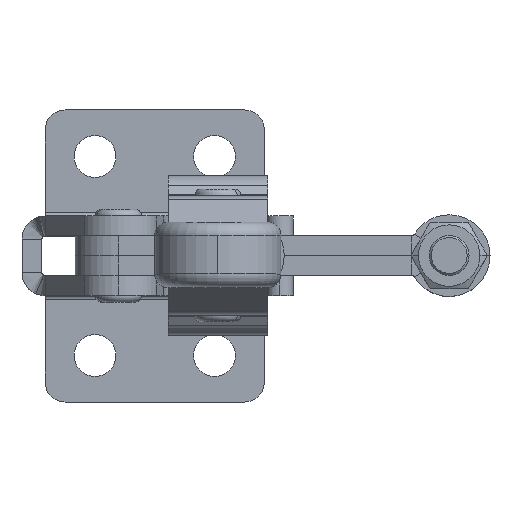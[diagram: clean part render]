
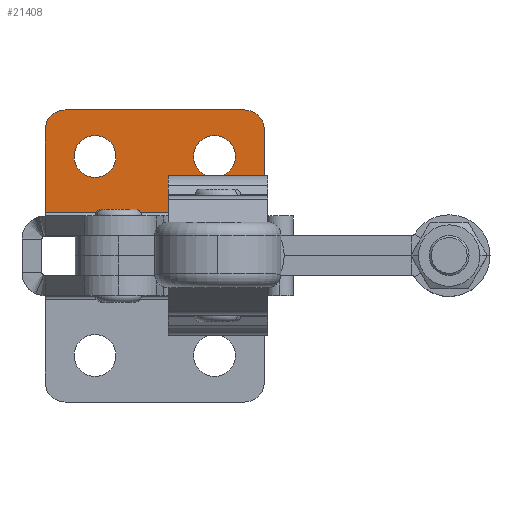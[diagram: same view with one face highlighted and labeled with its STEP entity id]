
A CAD part, top view. The second image highlights one B-rep face of the part: STEP entity #21408.
In plain terms, the highlighted planar face has unit normal (0, 0, 1).
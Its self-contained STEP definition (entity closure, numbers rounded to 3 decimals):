
#1782 = VERTEX_POINT ( 'NONE', #19986 ) ;
#1888 = VERTEX_POINT ( 'NONE', #20092 ) ;
#1983 = VERTEX_POINT ( 'NONE', #20187 ) ;
#2045 = VERTEX_POINT ( 'NONE', #20250 ) ;
#2094 = VERTEX_POINT ( 'NONE', #20299 ) ;
#2108 = VERTEX_POINT ( 'NONE', #20313 ) ;
#2135 = VERTEX_POINT ( 'NONE', #20340 ) ;
#2161 = VERTEX_POINT ( 'NONE', #20366 ) ;
#2174 = VERTEX_POINT ( 'NONE', #20379 ) ;
#2473 = VERTEX_POINT ( 'NONE', #20679 ) ;
#5489 = DIRECTION ( 'NONE',  ( 0., 0., 1. ) ) ;
#5491 = CARTESIAN_POINT ( 'NONE',  ( 33.5, 19., 0. ) ) ;
#5493 = PLANE ( 'NONE',  #11406 ) ;
#5495 = DIRECTION ( 'NONE',  ( 0., -1., 0. ) ) ;
#8429 = FACE_BOUND ( 'NONE', #18800, .T. ) ;
#8444 = FACE_OUTER_BOUND ( 'NONE', #18813, .T. ) ;
#8453 = FACE_BOUND ( 'NONE', #18815, .T. ) ;
#8816 = AXIS2_PLACEMENT_3D ( 'NONE', #24201, #24203, #24205 ) ;
#8820 = AXIS2_PLACEMENT_3D ( 'NONE', #23084, #23086, #23088 ) ;
#8972 = AXIS2_PLACEMENT_3D ( 'NONE', #14984, #14985, #14986 ) ;
#8974 = AXIS2_PLACEMENT_3D ( 'NONE', #14988, #14989, #14990 ) ;
#8977 = AXIS2_PLACEMENT_3D ( 'NONE', #14992, #14993, #14994 ) ;
#8979 = AXIS2_PLACEMENT_3D ( 'NONE', #14998, #14999, #15000 ) ;
#11058 = EDGE_CURVE ( 'NONE', #2161, #2174, #18109, .T. ) ;
#11062 = EDGE_CURVE ( 'NONE', #2473, #1888, #18118, .T. ) ;
#11406 = AXIS2_PLACEMENT_3D ( 'NONE', #5491, #5489, #5495 ) ;
#12932 = EDGE_CURVE ( 'NONE', #2108, #2045, #13746, .T. ) ;
#12941 = EDGE_CURVE ( 'NONE', #1782, #2108, #13767, .T. ) ;
#12942 = EDGE_CURVE ( 'NONE', #2045, #2094, #13769, .T. ) ;
#12943 = EDGE_CURVE ( 'NONE', #2174, #2161, #13760, .T. ) ;
#12944 = EDGE_CURVE ( 'NONE', #1888, #2473, #13773, .T. ) ;
#12945 = EDGE_CURVE ( 'NONE', #2135, #1782, #13774, .T. ) ;
#12947 = EDGE_CURVE ( 'NONE', #2094, #1983, #13776, .T. ) ;
#12948 = EDGE_CURVE ( 'NONE', #1983, #2135, #13775, .T. ) ;
#13746 = LINE ( 'NONE', #14953, #13756 ) ;
#13756 = VECTOR ( 'NONE', #14960, 1000. ) ;
#13760 = CIRCLE ( 'NONE', #8972, 3.15 ) ;
#13767 = LINE ( 'NONE', #14979, #13770 ) ;
#13769 = LINE ( 'NONE', #14981, #13772 ) ;
#13770 = VECTOR ( 'NONE', #14980, 1000. ) ;
#13772 = VECTOR ( 'NONE', #14982, 1000. ) ;
#13773 = CIRCLE ( 'NONE', #8974, 3.15 ) ;
#13774 = CIRCLE ( 'NONE', #8977, 3. ) ;
#13775 = LINE ( 'NONE', #14997, #13780 ) ;
#13776 = CIRCLE ( 'NONE', #8979, 3. ) ;
#13780 = VECTOR ( 'NONE', #14983, 1000. ) ;
#14953 = CARTESIAN_POINT ( 'NONE',  ( 36.5, 6.5, 0. ) ) ;
#14960 = DIRECTION ( 'NONE',  ( -1., 0., 0. ) ) ;
#14979 = CARTESIAN_POINT ( 'NONE',  ( 36.5, 6., 0. ) ) ;
#14980 = DIRECTION ( 'NONE',  ( 0., -1., 0. ) ) ;
#14981 = CARTESIAN_POINT ( 'NONE',  ( 3.5, 19., 0. ) ) ;
#14982 = DIRECTION ( 'NONE',  ( 0., 1., 0. ) ) ;
#14983 = DIRECTION ( 'NONE',  ( 1., 0., 0. ) ) ;
#14984 = CARTESIAN_POINT ( 'NONE',  ( 29., 15., 0. ) ) ;
#14985 = DIRECTION ( 'NONE',  ( 0., 0., -1. ) ) ;
#14986 = DIRECTION ( 'NONE',  ( 0., 1., 0. ) ) ;
#14988 = CARTESIAN_POINT ( 'NONE',  ( 11., 15., 0. ) ) ;
#14989 = DIRECTION ( 'NONE',  ( 0., 0., -1. ) ) ;
#14990 = DIRECTION ( 'NONE',  ( 0., 1., 0. ) ) ;
#14992 = CARTESIAN_POINT ( 'NONE',  ( 33.5, 19., 0. ) ) ;
#14993 = DIRECTION ( 'NONE',  ( 0., 0., -1. ) ) ;
#14994 = DIRECTION ( 'NONE',  ( 0., -1., 0. ) ) ;
#14997 = CARTESIAN_POINT ( 'NONE',  ( 33.5, 22., 0. ) ) ;
#14998 = CARTESIAN_POINT ( 'NONE',  ( 6.5, 19., 0. ) ) ;
#14999 = DIRECTION ( 'NONE',  ( 0., 0., -1. ) ) ;
#15000 = DIRECTION ( 'NONE',  ( 0., -1., 0. ) ) ;
#15991 = ORIENTED_EDGE ( 'NONE', *, *, #11062, .T. ) ;
#16198 = ORIENTED_EDGE ( 'NONE', *, *, #12947, .F. ) ;
#16199 = ORIENTED_EDGE ( 'NONE', *, *, #12945, .F. ) ;
#16200 = ORIENTED_EDGE ( 'NONE', *, *, #12948, .F. ) ;
#16219 = ORIENTED_EDGE ( 'NONE', *, *, #12941, .F. ) ;
#16221 = ORIENTED_EDGE ( 'NONE', *, *, #12932, .F. ) ;
#16223 = ORIENTED_EDGE ( 'NONE', *, *, #12942, .F. ) ;
#16225 = ORIENTED_EDGE ( 'NONE', *, *, #12943, .T. ) ;
#16226 = ORIENTED_EDGE ( 'NONE', *, *, #11058, .T. ) ;
#16227 = ORIENTED_EDGE ( 'NONE', *, *, #12944, .T. ) ;
#18109 = CIRCLE ( 'NONE', #8816, 3.15 ) ;
#18118 = CIRCLE ( 'NONE', #8820, 3.15 ) ;
#18800 = EDGE_LOOP ( 'NONE', ( #15991, #16227 ) ) ;
#18813 = EDGE_LOOP ( 'NONE', ( #16223, #16221, #16219, #16199, #16200, #16198 ) ) ;
#18815 = EDGE_LOOP ( 'NONE', ( #16226, #16225 ) ) ;
#19986 = CARTESIAN_POINT ( 'NONE',  ( 36.5, 19., 0. ) ) ;
#20092 = CARTESIAN_POINT ( 'NONE',  ( 11., 18.15, 0. ) ) ;
#20187 = CARTESIAN_POINT ( 'NONE',  ( 6.5, 22., 0. ) ) ;
#20250 = CARTESIAN_POINT ( 'NONE',  ( 3.5, 6.5, 0. ) ) ;
#20299 = CARTESIAN_POINT ( 'NONE',  ( 3.5, 19., 0. ) ) ;
#20313 = CARTESIAN_POINT ( 'NONE',  ( 36.5, 6.5, 0. ) ) ;
#20340 = CARTESIAN_POINT ( 'NONE',  ( 33.5, 22., 0. ) ) ;
#20366 = CARTESIAN_POINT ( 'NONE',  ( 29., 11.85, 0. ) ) ;
#20379 = CARTESIAN_POINT ( 'NONE',  ( 29., 18.15, 0. ) ) ;
#20679 = CARTESIAN_POINT ( 'NONE',  ( 11., 11.85, 0. ) ) ;
#21408 = ADVANCED_FACE ( 'NONE', ( #8429, #8453, #8444 ), #5493, .T. ) ;
#23084 = CARTESIAN_POINT ( 'NONE',  ( 11., 15., 0. ) ) ;
#23086 = DIRECTION ( 'NONE',  ( 0., 0., -1. ) ) ;
#23088 = DIRECTION ( 'NONE',  ( 0., 1., 0. ) ) ;
#24201 = CARTESIAN_POINT ( 'NONE',  ( 29., 15., 0. ) ) ;
#24203 = DIRECTION ( 'NONE',  ( 0., 0., -1. ) ) ;
#24205 = DIRECTION ( 'NONE',  ( 0., 1., 0. ) ) ;
